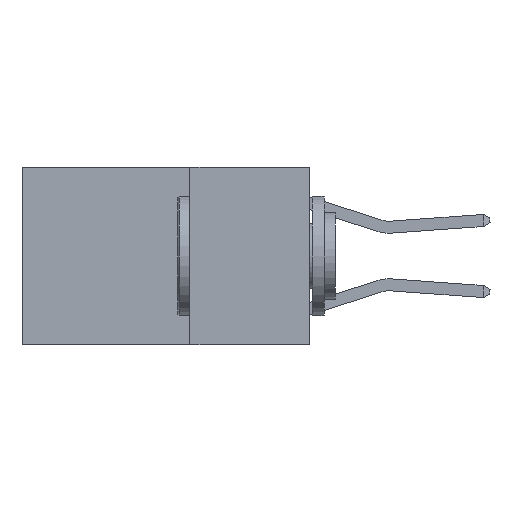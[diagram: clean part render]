
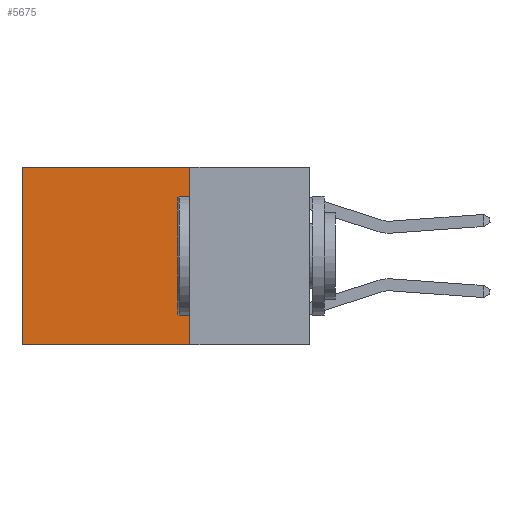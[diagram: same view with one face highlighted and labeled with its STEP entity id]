
A CAD part, left-side view. The second image highlights one B-rep face of the part: STEP entity #5675.
In plain terms, the highlighted planar face has unit normal (-1, 0, 0).
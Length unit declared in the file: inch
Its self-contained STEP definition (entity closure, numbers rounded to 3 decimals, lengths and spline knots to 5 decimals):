
#1119 = CARTESIAN_POINT ( 'NONE',  ( 0.2625, 0.25, 0. ) ) ;
#1337 = DIRECTION ( 'NONE',  ( 1., 0., 0. ) ) ;
#1855 = ORIENTED_EDGE ( 'NONE', *, *, #8585, .F. ) ;
#3145 = ORIENTED_EDGE ( 'NONE', *, *, #16804, .F. ) ;
#3591 = VECTOR ( 'NONE', #17074, 39.37008 ) ;
#3686 = LINE ( 'NONE', #12059, #11010 ) ;
#3795 = EDGE_CURVE ( 'NONE', #11478, #7288, #18365, .T. ) ;
#3909 = VERTEX_POINT ( 'NONE', #7130 ) ;
#4066 = CARTESIAN_POINT ( 'NONE',  ( 0.2625, 0.6, -0.37 ) ) ;
#5675 = ADVANCED_FACE ( 'NONE', ( #6457 ), #6347, .F. ) ;
#5964 = DIRECTION ( 'NONE',  ( 0., 1., 0. ) ) ;
#6347 = PLANE ( 'NONE',  #9961 ) ;
#6457 = FACE_OUTER_BOUND ( 'NONE', #17177, .T. ) ;
#7130 = CARTESIAN_POINT ( 'NONE',  ( 0.2625, 0.25, 0. ) ) ;
#7288 = VERTEX_POINT ( 'NONE', #4066 ) ;
#7667 = LINE ( 'NONE', #21468, #21408 ) ;
#8585 = EDGE_CURVE ( 'NONE', #9606, #7288, #18196, .T. ) ;
#8717 = ORIENTED_EDGE ( 'NONE', *, *, #3795, .T. ) ;
#9606 = VERTEX_POINT ( 'NONE', #11688 ) ;
#9649 = CARTESIAN_POINT ( 'NONE',  ( 0.2625, 0.6, 0. ) ) ;
#9961 = AXIS2_PLACEMENT_3D ( 'NONE', #1119, #1337, #21849 ) ;
#10385 = DIRECTION ( 'NONE',  ( 0., 0., -1. ) ) ;
#11010 = VECTOR ( 'NONE', #10385, 39.37008 ) ;
#11478 = VERTEX_POINT ( 'NONE', #9649 ) ;
#11688 = CARTESIAN_POINT ( 'NONE',  ( 0.2625, 0.25, -0.37 ) ) ;
#12059 = CARTESIAN_POINT ( 'NONE',  ( 0.2625, 0.25, 0. ) ) ;
#13907 = VECTOR ( 'NONE', #20006, 39.37008 ) ;
#16804 = EDGE_CURVE ( 'NONE', #3909, #9606, #3686, .T. ) ;
#17074 = DIRECTION ( 'NONE',  ( 0., 0., -1. ) ) ;
#17177 = EDGE_LOOP ( 'NONE', ( #8717, #1855, #3145, #17618 ) ) ;
#17618 = ORIENTED_EDGE ( 'NONE', *, *, #20243, .T. ) ;
#18196 = LINE ( 'NONE', #21600, #13907 ) ;
#18365 = LINE ( 'NONE', #20065, #3591 ) ;
#20006 = DIRECTION ( 'NONE',  ( 0., 1., 0. ) ) ;
#20065 = CARTESIAN_POINT ( 'NONE',  ( 0.2625, 0.6, 0. ) ) ;
#20243 = EDGE_CURVE ( 'NONE', #3909, #11478, #7667, .T. ) ;
#21408 = VECTOR ( 'NONE', #5964, 39.37008 ) ;
#21468 = CARTESIAN_POINT ( 'NONE',  ( 0.2625, 0.25, 0. ) ) ;
#21600 = CARTESIAN_POINT ( 'NONE',  ( 0.2625, 0.25, -0.37 ) ) ;
#21849 = DIRECTION ( 'NONE',  ( 0., 0., -1. ) ) ;
